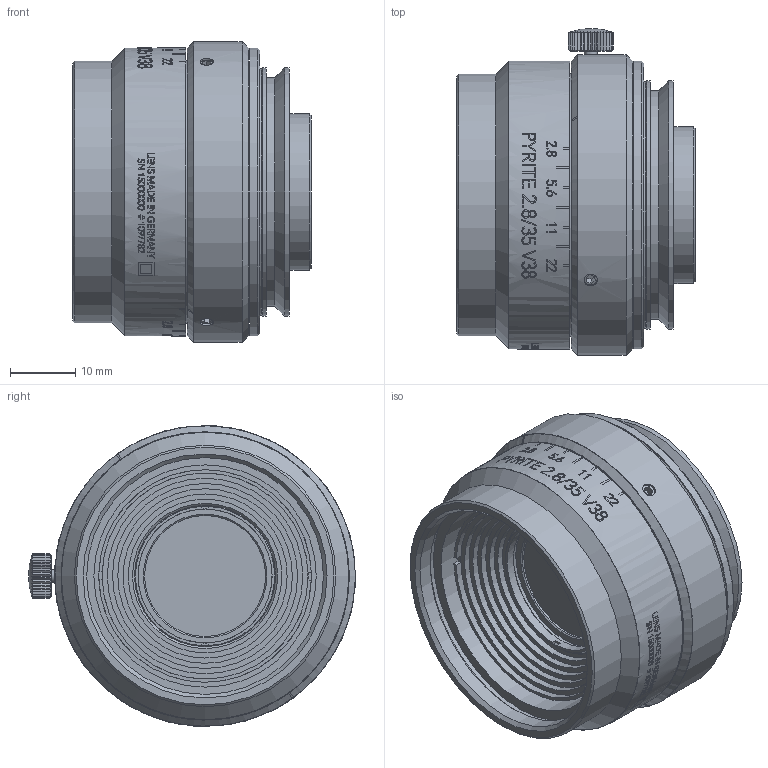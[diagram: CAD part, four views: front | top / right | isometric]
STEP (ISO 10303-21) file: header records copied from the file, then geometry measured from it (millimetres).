
FILE_DESCRIPTION(/* description */ (''),/* implementation_level */ '2;1');
FILE_NAME(/* name */ '1097782_00154994_002.stp',/* time_stamp */ '2021-11-09T08:44:06+01:00',/* author */ (''),/* organization */ (''),/* preprocessor_version */ 'ST-DEVELOPER v16',/* originating_system */ 'SIEMENS PLM Software NX 10.0',/* authorisation */ '');
FILE_SCHEMA (('AP203_CONFIGURATION_CONTROLLED_3D_DESIGN_OF_MECHANICAL_PARTS_AND_ASSEMBLIES_MIM_LF { 1 0 10303 403 2 1 2}'));
Length unit declared in the file: millimetre
Products named in the file (1): Froe55243C83ak4k
Bounding box: 36.5 x 50 x 46 mm (x, y, z)
Volume: 35999.8 mm3; surface area: 16225.1 mm2
Topology: 1 solids, 15 shells, 442 faces, 1440 edges, 1181 vertices
Faces by surface type: cylinder 202, plane 192, cone 40, torus 6, sphere 2
Full cylindrical faces by diameter (mm): 1.7 x3, 1.9 x3, 2 x1, 2.05 x5, 2.7 x3, 18.5 x1, 20.5 x1, 21 x1, 21.101 x1, 21.3 x1, 21.854 x3, 21.9 x2, 22 x1, 22.2 x1, 22.6 x2, 22.7 x1, 23.5 x2, 24 x1, 25.1 x1, 26.7 x1, 28.3 x1, 29.9 x1, 31.5 x1, 32.5 x1, 33 x2, 34 x1, 35 x1, 36.2 x1, 37.3 x1, 38 x2
Entity records: 18353 total; most frequent: CARTESIAN_POINT 7060, ORIENTED_EDGE 2595, DIRECTION 1592, EDGE_CURVE 1317, VERTEX_POINT 1153, B_SPLINE_CURVE_WITH_KNOTS 799, EDGE_LOOP 711, AXIS2_PLACEMENT_3D 669
